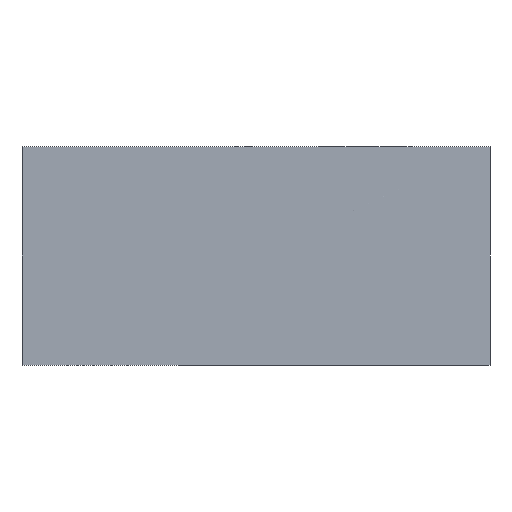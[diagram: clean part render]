
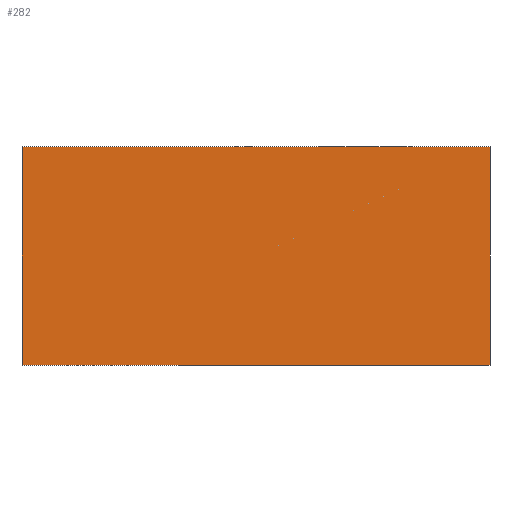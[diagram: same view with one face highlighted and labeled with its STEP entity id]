
A CAD part, front view. The second image highlights one B-rep face of the part: STEP entity #282.
In plain terms, the highlighted planar face has unit normal (0, -1, 0).
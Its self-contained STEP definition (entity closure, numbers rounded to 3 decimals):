
#17 = EDGE_LOOP ( 'NONE', ( #67, #279, #291, #130 ) ) ;
#32 = AXIS2_PLACEMENT_3D ( 'NONE', #78, #313, #457 ) ;
#42 = FACE_OUTER_BOUND ( 'NONE', #17, .T. ) ;
#45 = VERTEX_POINT ( 'NONE', #148 ) ;
#55 = VECTOR ( 'NONE', #260, 1000. ) ;
#60 = EDGE_CURVE ( 'NONE', #45, #242, #246, .T. ) ;
#66 = LINE ( 'NONE', #484, #163 ) ;
#67 = ORIENTED_EDGE ( 'NONE', *, *, #440, .T. ) ;
#78 = CARTESIAN_POINT ( 'NONE',  ( 0., 0., 28. ) ) ;
#91 = CARTESIAN_POINT ( 'NONE',  ( 0., 0., 0. ) ) ;
#95 = EDGE_CURVE ( 'NONE', #45, #354, #194, .T. ) ;
#126 = DIRECTION ( 'NONE',  ( 1., 0., 0. ) ) ;
#130 = ORIENTED_EDGE ( 'NONE', *, *, #95, .T. ) ;
#146 = EDGE_CURVE ( 'NONE', #242, #220, #66, .T. ) ;
#148 = CARTESIAN_POINT ( 'NONE',  ( 0., 0., 28. ) ) ;
#155 = PLANE ( 'NONE',  #32 ) ;
#161 = CARTESIAN_POINT ( 'NONE',  ( 0., 0., 28. ) ) ;
#163 = VECTOR ( 'NONE', #331, 1000. ) ;
#194 = LINE ( 'NONE', #463, #314 ) ;
#216 = CARTESIAN_POINT ( 'NONE',  ( 60., 0., 0. ) ) ;
#220 = VERTEX_POINT ( 'NONE', #216 ) ;
#242 = VERTEX_POINT ( 'NONE', #407 ) ;
#246 = LINE ( 'NONE', #161, #384 ) ;
#260 = DIRECTION ( 'NONE',  ( 1., 0., 0. ) ) ;
#279 = ORIENTED_EDGE ( 'NONE', *, *, #146, .F. ) ;
#282 = ADVANCED_FACE ( 'NONE', ( #42 ), #155, .F. ) ;
#291 = ORIENTED_EDGE ( 'NONE', *, *, #60, .F. ) ;
#313 = DIRECTION ( 'NONE',  ( 0., 1., 0. ) ) ;
#314 = VECTOR ( 'NONE', #353, 1000. ) ;
#331 = DIRECTION ( 'NONE',  ( 0., 0., -1. ) ) ;
#353 = DIRECTION ( 'NONE',  ( 0., 0., -1. ) ) ;
#354 = VERTEX_POINT ( 'NONE', #382 ) ;
#382 = CARTESIAN_POINT ( 'NONE',  ( 0., 0., 0. ) ) ;
#384 = VECTOR ( 'NONE', #126, 1000. ) ;
#407 = CARTESIAN_POINT ( 'NONE',  ( 60., 0., 28. ) ) ;
#432 = LINE ( 'NONE', #91, #55 ) ;
#440 = EDGE_CURVE ( 'NONE', #354, #220, #432, .T. ) ;
#457 = DIRECTION ( 'NONE',  ( 0., 0., 1. ) ) ;
#463 = CARTESIAN_POINT ( 'NONE',  ( 0., 0., 28. ) ) ;
#484 = CARTESIAN_POINT ( 'NONE',  ( 60., 0., 28. ) ) ;
